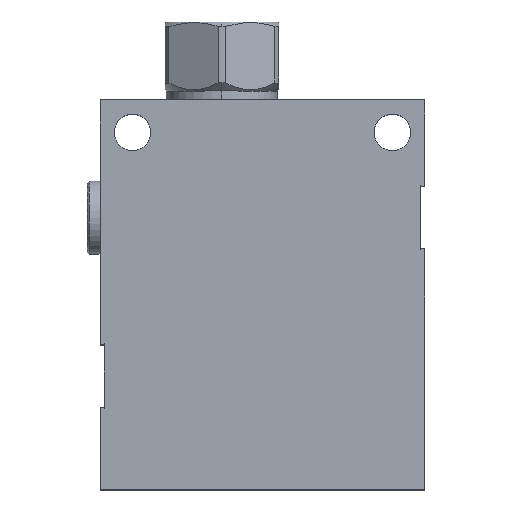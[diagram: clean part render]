
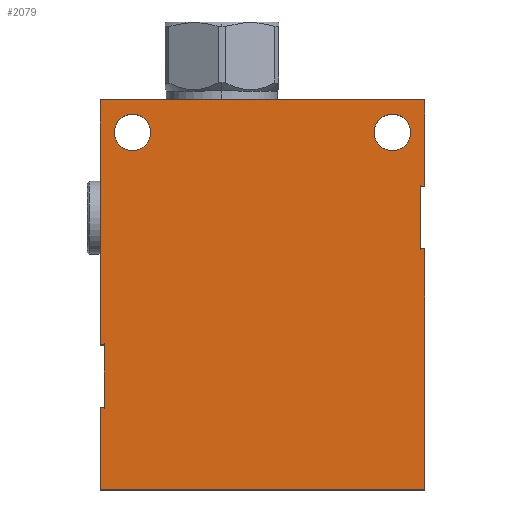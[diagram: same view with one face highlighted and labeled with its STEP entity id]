
A CAD part, top view. The second image highlights one B-rep face of the part: STEP entity #2079.
In plain terms, the highlighted planar face has unit normal (0, 0, 1).
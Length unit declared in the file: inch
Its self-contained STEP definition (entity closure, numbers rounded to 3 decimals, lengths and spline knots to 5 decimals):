
#77=CARTESIAN_POINT('',(0.25,-0.25,1.25));
#78=DIRECTION('',(0.,0.,-1.));
#79=DIRECTION('',(-1.,0.,0.));
#80=AXIS2_PLACEMENT_3D('',#77,#78,#79);
#82=CARTESIAN_POINT('',(0.25,-0.25,1.25));
#83=DIRECTION('',(0.,0.,-1.));
#84=DIRECTION('',(1.,0.,0.));
#85=AXIS2_PLACEMENT_3D('',#82,#83,#84);
#87=CARTESIAN_POINT('',(2.25,-0.25,1.25));
#88=DIRECTION('',(0.,0.,-1.));
#89=DIRECTION('',(-1.,0.,0.));
#90=AXIS2_PLACEMENT_3D('',#87,#88,#89);
#92=CARTESIAN_POINT('',(2.25,-0.25,1.25));
#93=DIRECTION('',(0.,0.,-1.));
#94=DIRECTION('',(1.,0.,0.));
#95=AXIS2_PLACEMENT_3D('',#92,#93,#94);
#97=DIRECTION('',(1.,0.,0.));
#98=VECTOR('',#97,0.032);
#99=CARTESIAN_POINT('',(0.,-1.88499,1.25));
#100=LINE('',#99,#98);
#101=DIRECTION('',(0.,-1.,0.));
#102=VECTOR('',#101,1.88499);
#103=CARTESIAN_POINT('',(0.,0.,1.25));
#104=LINE('',#103,#102);
#105=DIRECTION('',(-1.,0.,0.));
#106=VECTOR('',#105,2.5);
#107=CARTESIAN_POINT('',(2.5,0.,1.25));
#108=LINE('',#107,#106);
#109=DIRECTION('',(0.,1.,0.));
#110=VECTOR('',#109,0.66599);
#111=CARTESIAN_POINT('',(2.5,-0.66599,1.25));
#112=LINE('',#111,#110);
#113=DIRECTION('',(-1.,0.,0.));
#114=VECTOR('',#113,0.032);
#115=CARTESIAN_POINT('',(2.5,-0.66599,1.25));
#116=LINE('',#115,#114);
#117=DIRECTION('',(0.,1.,0.));
#118=VECTOR('',#117,0.48002);
#119=CARTESIAN_POINT('',(2.468,-1.14601,1.25));
#120=LINE('',#119,#118);
#121=DIRECTION('',(-1.,0.,0.));
#122=VECTOR('',#121,0.032);
#123=CARTESIAN_POINT('',(2.5,-1.14601,1.25));
#124=LINE('',#123,#122);
#125=DIRECTION('',(0.,1.,0.));
#126=VECTOR('',#125,1.85399);
#127=CARTESIAN_POINT('',(2.5,-3.,1.25));
#128=LINE('',#127,#126);
#129=DIRECTION('',(1.,0.,0.));
#130=VECTOR('',#129,2.5);
#131=CARTESIAN_POINT('',(0.,-3.,1.25));
#132=LINE('',#131,#130);
#133=DIRECTION('',(0.,-1.,0.));
#134=VECTOR('',#133,0.63499);
#135=CARTESIAN_POINT('',(0.,-2.36501,1.25));
#136=LINE('',#135,#134);
#137=DIRECTION('',(1.,0.,0.));
#138=VECTOR('',#137,0.032);
#139=CARTESIAN_POINT('',(0.,-2.36501,1.25));
#140=LINE('',#139,#138);
#141=DIRECTION('',(0.,1.,0.));
#142=VECTOR('',#141,0.48002);
#143=CARTESIAN_POINT('',(0.032,-2.36501,1.25));
#144=LINE('',#143,#142);
#1716=CARTESIAN_POINT('',(0.,-3.,1.25));
#1717=CARTESIAN_POINT('',(2.5,-3.,1.25));
#1718=VERTEX_POINT('',#1716);
#1719=VERTEX_POINT('',#1717);
#1720=CARTESIAN_POINT('',(2.5,0.,1.25));
#1721=CARTESIAN_POINT('',(0.,0.,1.25));
#1722=VERTEX_POINT('',#1720);
#1723=VERTEX_POINT('',#1721);
#1728=CARTESIAN_POINT('',(0.1095,-0.25,1.25));
#1729=CARTESIAN_POINT('',(0.3905,-0.25,1.25));
#1730=VERTEX_POINT('',#1728);
#1731=VERTEX_POINT('',#1729);
#1736=CARTESIAN_POINT('',(2.1095,-0.25,1.25));
#1737=CARTESIAN_POINT('',(2.3905,-0.25,1.25));
#1738=VERTEX_POINT('',#1736);
#1739=VERTEX_POINT('',#1737);
#1803=CARTESIAN_POINT('',(2.468,-0.66599,1.25));
#1805=VERTEX_POINT('',#1803);
#1812=CARTESIAN_POINT('',(2.468,-1.14601,1.25));
#1813=VERTEX_POINT('',#1812);
#1814=CARTESIAN_POINT('',(2.5,-1.14601,1.25));
#1815=VERTEX_POINT('',#1814);
#1816=CARTESIAN_POINT('',(2.5,-0.66599,1.25));
#1817=VERTEX_POINT('',#1816);
#1849=CARTESIAN_POINT('',(0.032,-1.88499,1.25));
#1851=VERTEX_POINT('',#1849);
#1853=CARTESIAN_POINT('',(0.032,-2.36501,1.25));
#1855=VERTEX_POINT('',#1853);
#1860=CARTESIAN_POINT('',(0.,-1.88499,1.25));
#1861=VERTEX_POINT('',#1860);
#1862=CARTESIAN_POINT('',(0.,-2.36501,1.25));
#1863=VERTEX_POINT('',#1862);
#2038=CARTESIAN_POINT('',(0.,0.,1.25));
#2039=DIRECTION('',(0.,0.,1.));
#2040=DIRECTION('',(1.,0.,0.));
#2041=AXIS2_PLACEMENT_3D('',#2038,#2039,#2040);
#2042=PLANE('',#2041);
#2044=ORIENTED_EDGE('',*,*,#2043,.F.);
#2046=ORIENTED_EDGE('',*,*,#2045,.F.);
#2048=ORIENTED_EDGE('',*,*,#2047,.F.);
#2050=ORIENTED_EDGE('',*,*,#2049,.F.);
#2052=ORIENTED_EDGE('',*,*,#2051,.T.);
#2054=ORIENTED_EDGE('',*,*,#2053,.F.);
#2056=ORIENTED_EDGE('',*,*,#2055,.F.);
#2058=ORIENTED_EDGE('',*,*,#2057,.F.);
#2060=ORIENTED_EDGE('',*,*,#2059,.F.);
#2062=ORIENTED_EDGE('',*,*,#2061,.F.);
#2064=ORIENTED_EDGE('',*,*,#2063,.T.);
#2066=ORIENTED_EDGE('',*,*,#2065,.T.);
#2067=EDGE_LOOP('',(#2044,#2046,#2048,#2050,#2052,#2054,#2056,#2058,#2060,#2062,
#2064,#2066));
#2068=FACE_OUTER_BOUND('',#2067,.F.);
#2070=ORIENTED_EDGE('',*,*,#2069,.F.);
#2072=ORIENTED_EDGE('',*,*,#2071,.F.);
#2073=EDGE_LOOP('',(#2070,#2072));
#2074=FACE_BOUND('',#2073,.F.);
#2075=ORIENTED_EDGE('',*,*,#2018,.F.);
#2076=ORIENTED_EDGE('',*,*,#2032,.F.);
#2077=EDGE_LOOP('',(#2075,#2076));
#2078=FACE_BOUND('',#2077,.F.);
#2079=ADVANCED_FACE('',(#2068,#2074,#2078),#2042,.T.);
#81=CIRCLE('',#80,0.1405);
#86=CIRCLE('',#85,0.1405);
#91=CIRCLE('',#90,0.1405);
#96=CIRCLE('',#95,0.1405);
#2018=EDGE_CURVE('',#1730,#1731,#81,.T.);
#2032=EDGE_CURVE('',#1731,#1730,#86,.T.);
#2043=EDGE_CURVE('',#1861,#1851,#100,.T.);
#2045=EDGE_CURVE('',#1723,#1861,#104,.T.);
#2047=EDGE_CURVE('',#1722,#1723,#108,.T.);
#2049=EDGE_CURVE('',#1817,#1722,#112,.T.);
#2051=EDGE_CURVE('',#1817,#1805,#116,.T.);
#2053=EDGE_CURVE('',#1813,#1805,#120,.T.);
#2055=EDGE_CURVE('',#1815,#1813,#124,.T.);
#2057=EDGE_CURVE('',#1719,#1815,#128,.T.);
#2059=EDGE_CURVE('',#1718,#1719,#132,.T.);
#2061=EDGE_CURVE('',#1863,#1718,#136,.T.);
#2063=EDGE_CURVE('',#1863,#1855,#140,.T.);
#2065=EDGE_CURVE('',#1855,#1851,#144,.T.);
#2069=EDGE_CURVE('',#1738,#1739,#91,.T.);
#2071=EDGE_CURVE('',#1739,#1738,#96,.T.);
